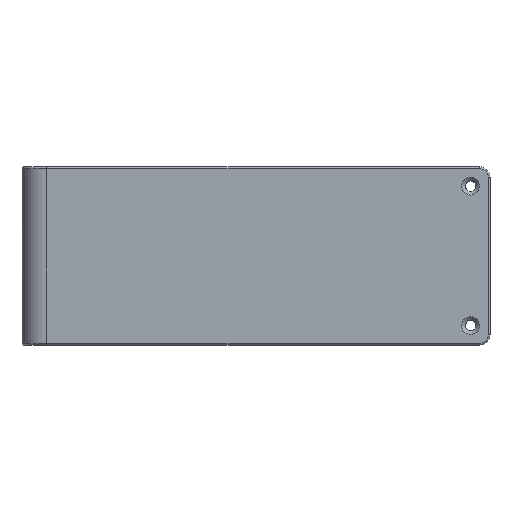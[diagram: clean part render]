
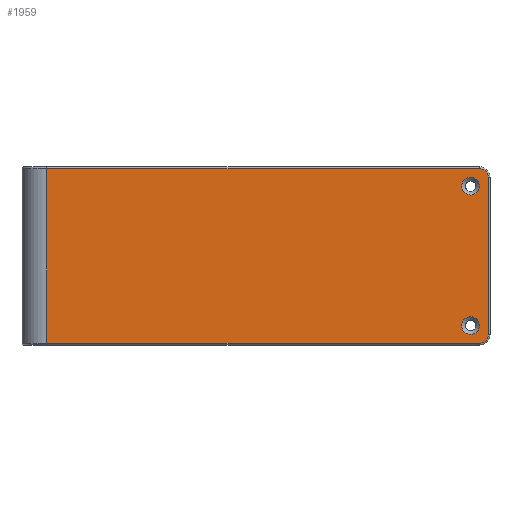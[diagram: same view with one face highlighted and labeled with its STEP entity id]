
A CAD part, top view. The second image highlights one B-rep face of the part: STEP entity #1959.
In plain terms, the highlighted planar face has unit normal (0, 0, 1).
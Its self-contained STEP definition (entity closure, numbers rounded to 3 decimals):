
#130=FACE_BOUND('',#300,.T.);
#131=FACE_BOUND('',#301,.T.);
#139=PLANE('',#2119);
#168=FACE_OUTER_BOUND('',#299,.T.);
#299=EDGE_LOOP('',(#1385,#1386,#1387,#1388,#1389,#1390));
#300=EDGE_LOOP('',(#1391));
#301=EDGE_LOOP('',(#1392));
#446=LINE('',#3171,#581);
#447=LINE('',#3173,#582);
#448=LINE('',#3175,#583);
#449=LINE('',#3179,#584);
#581=VECTOR('',#2453,10.);
#582=VECTOR('',#2454,10.);
#583=VECTOR('',#2455,10.);
#584=VECTOR('',#2458,10.);
#715=CIRCLE('',#2117,2.5);
#717=CIRCLE('',#2120,2.5);
#718=CIRCLE('',#2121,2.5);
#719=CIRCLE('',#2122,2.5);
#886=VERTEX_POINT('',#3163);
#888=VERTEX_POINT('',#3169);
#889=VERTEX_POINT('',#3170);
#890=VERTEX_POINT('',#3172);
#891=VERTEX_POINT('',#3174);
#892=VERTEX_POINT('',#3176);
#893=VERTEX_POINT('',#3178);
#894=VERTEX_POINT('',#3181);
#1068=EDGE_CURVE('',#886,#886,#715,.T.);
#1071=EDGE_CURVE('',#888,#889,#446,.T.);
#1072=EDGE_CURVE('',#890,#888,#447,.T.);
#1073=EDGE_CURVE('',#891,#890,#448,.T.);
#1074=EDGE_CURVE('',#892,#891,#717,.T.);
#1075=EDGE_CURVE('',#893,#892,#449,.T.);
#1076=EDGE_CURVE('',#889,#893,#718,.T.);
#1077=EDGE_CURVE('',#894,#894,#719,.T.);
#1385=ORIENTED_EDGE('',*,*,#1071,.F.);
#1386=ORIENTED_EDGE('',*,*,#1072,.F.);
#1387=ORIENTED_EDGE('',*,*,#1073,.F.);
#1388=ORIENTED_EDGE('',*,*,#1074,.F.);
#1389=ORIENTED_EDGE('',*,*,#1075,.F.);
#1390=ORIENTED_EDGE('',*,*,#1076,.F.);
#1391=ORIENTED_EDGE('',*,*,#1077,.F.);
#1392=ORIENTED_EDGE('',*,*,#1068,.F.);
#1959=ADVANCED_FACE('',(#168,#130,#131),#139,.T.);
#2117=AXIS2_PLACEMENT_3D('',#3164,#2446,#2447);
#2119=AXIS2_PLACEMENT_3D('',#3168,#2451,#2452);
#2120=AXIS2_PLACEMENT_3D('',#3177,#2456,#2457);
#2121=AXIS2_PLACEMENT_3D('',#3180,#2459,#2460);
#2122=AXIS2_PLACEMENT_3D('',#3182,#2461,#2462);
#2446=DIRECTION('center_axis',(0.,0.,1.));
#2447=DIRECTION('ref_axis',(-1.,0.,0.));
#2451=DIRECTION('center_axis',(0.,0.,1.));
#2452=DIRECTION('ref_axis',(1.,0.,0.));
#2453=DIRECTION('',(1.,0.,0.));
#2454=DIRECTION('',(0.,1.,0.));
#2455=DIRECTION('',(-1.,0.,0.));
#2456=DIRECTION('center_axis',(0.,0.,-1.));
#2457=DIRECTION('ref_axis',(0.707,-0.707,0.));
#2458=DIRECTION('',(0.,-1.,0.));
#2459=DIRECTION('center_axis',(0.,0.,-1.));
#2460=DIRECTION('ref_axis',(0.707,0.707,0.));
#2461=DIRECTION('center_axis',(0.,0.,1.));
#2462=DIRECTION('ref_axis',(-1.,0.,0.));
#3163=CARTESIAN_POINT('',(127.3,2.75,12.2));
#3164=CARTESIAN_POINT('Origin',(124.8,2.75,12.2));
#3168=CARTESIAN_POINT('Origin',(4.7,-2.75,12.2));
#3169=CARTESIAN_POINT('',(4.7,47.25,12.2));
#3170=CARTESIAN_POINT('',(127.3,47.25,12.2));
#3171=CARTESIAN_POINT('',(34.35,47.25,12.2));
#3172=CARTESIAN_POINT('',(4.7,-2.25,12.2));
#3173=CARTESIAN_POINT('',(4.7,-2.75,12.2));
#3174=CARTESIAN_POINT('',(127.3,-2.25,12.2));
#3175=CARTESIAN_POINT('',(34.35,-2.25,12.2));
#3176=CARTESIAN_POINT('',(129.8,0.25,12.2));
#3177=CARTESIAN_POINT('Origin',(127.3,0.25,12.2));
#3178=CARTESIAN_POINT('',(129.8,44.75,12.2));
#3179=CARTESIAN_POINT('',(129.8,-2.75,12.2));
#3180=CARTESIAN_POINT('Origin',(127.3,44.75,12.2));
#3181=CARTESIAN_POINT('',(127.3,42.25,12.2));
#3182=CARTESIAN_POINT('Origin',(124.8,42.25,12.2));
